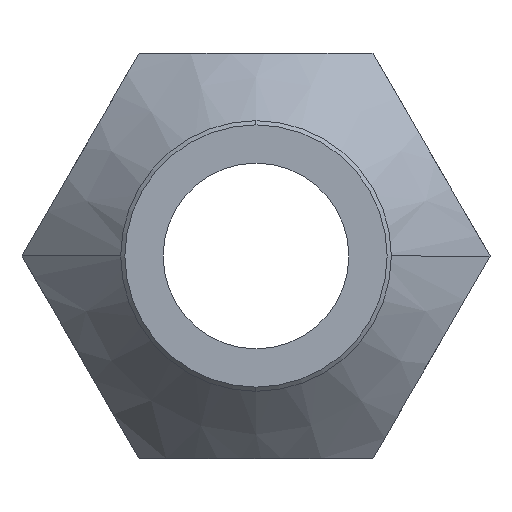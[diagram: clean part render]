
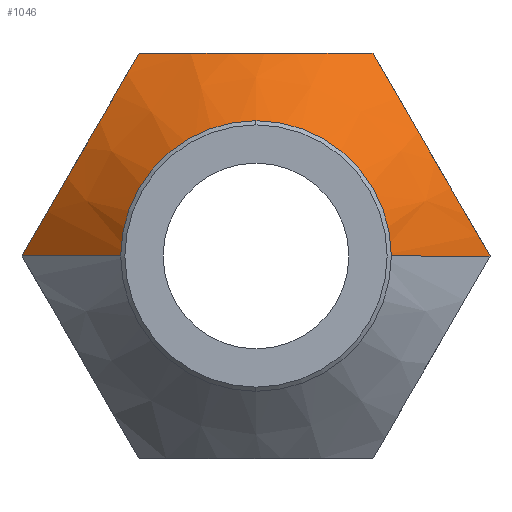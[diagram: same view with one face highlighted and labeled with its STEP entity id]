
A CAD part, front view. The second image highlights one B-rep face of the part: STEP entity #1046.
In plain terms, the highlighted conical face has half-angle 45 degrees and reference radius 7.3 mm.
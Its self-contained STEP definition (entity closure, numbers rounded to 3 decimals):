
#10 = ORIENTED_EDGE ( 'NONE', *, *, #1209, .F. ) ;
#12 = VERTEX_POINT ( 'NONE', #1351 ) ;
#32 = CARTESIAN_POINT ( 'NONE',  ( 6.928, -16.044, 12. ) ) ;
#41 = CARTESIAN_POINT ( 'NONE',  ( 13.856, -16.044, 0. ) ) ;
#51 = ORIENTED_EDGE ( 'NONE', *, *, #403, .F. ) ;
#102 = CARTESIAN_POINT ( 'NONE',  ( -11.61, -17.67, 3.891 ) ) ;
#106 = AXIS2_PLACEMENT_3D ( 'NONE', #387, #1237, #899 ) ;
#112 = VERTEX_POINT ( 'NONE', #358 ) ;
#133 = CARTESIAN_POINT ( 'NONE',  ( -6.928, -16.044, 12. ) ) ;
#180 = CARTESIAN_POINT ( 'NONE',  ( 6.392, -16.312, 12. ) ) ;
#210 = CARTESIAN_POINT ( 'NONE',  ( -4.145, -17.216, 12. ) ) ;
#247 = CONICAL_SURFACE ( 'NONE', #1427, 7.3, 0.785 ) ;
#254 = EDGE_CURVE ( 'NONE', #1214, #1662, #742, .T. ) ;
#321 = FACE_OUTER_BOUND ( 'NONE', #398, .T. ) ;
#329 = B_SPLINE_CURVE_WITH_KNOTS ( 'NONE', 3,
 ( #32, #1336, #362, #1340, #1621, #904, #1726, #1409, #698, #632, #378, #41 ),
 .UNSPECIFIED., .F., .F.,
 ( 4, 2, 2, 2, 2, 4 ),
 ( 0., 0.004, 0.005, 0.007, 0.011, 0.014 ),
 .UNSPECIFIED. ) ;
#358 = CARTESIAN_POINT ( 'NONE',  ( -7.3, -22.6, 0. ) ) ;
#362 = CARTESIAN_POINT ( 'NONE',  ( 8.023, -17.045, 10.104 ) ) ;
#374 = VECTOR ( 'NONE', #711, 1000. ) ;
#378 = CARTESIAN_POINT ( 'NONE',  ( 13.312, -16.588, 0.943 ) ) ;
#387 = CARTESIAN_POINT ( 'NONE',  ( 0., -22.6, 0. ) ) ;
#391 = CARTESIAN_POINT ( 'NONE',  ( -2.988, -17.546, 12. ) ) ;
#398 = EDGE_LOOP ( 'NONE', ( #1586, #978, #10, #872, #1221, #602, #51 ) ) ;
#399 = CARTESIAN_POINT ( 'NONE',  ( 2.407, -17.712, 12. ) ) ;
#403 = EDGE_CURVE ( 'NONE', #1118, #112, #648, .T. ) ;
#407 = CIRCLE ( 'NONE', #528, 7.3 ) ;
#426 = CARTESIAN_POINT ( 'NONE',  ( -6.928, -16.044, 12. ) ) ;
#432 = CARTESIAN_POINT ( 'NONE',  ( -5.844, -16.563, 12. ) ) ;
#433 = CARTESIAN_POINT ( 'NONE',  ( 6.928, -16.044, 12. ) ) ;
#436 = EDGE_CURVE ( 'NONE', #1214, #1118, #407, .T. ) ;
#445 = EDGE_CURVE ( 'NONE', #12, #1659, #1228, .T. ) ;
#452 = DIRECTION ( 'NONE',  ( -0.707, 0.707, 0. ) ) ;
#497 = EDGE_CURVE ( 'NONE', #1659, #1675, #1641, .T. ) ;
#516 = CARTESIAN_POINT ( 'NONE',  ( 0., -22.6, 7.3 ) ) ;
#521 = LINE ( 'NONE', #1759, #1321 ) ;
#524 = CARTESIAN_POINT ( 'NONE',  ( 4.148, -17.215, 12. ) ) ;
#528 = AXIS2_PLACEMENT_3D ( 'NONE', #1628, #844, #1715 ) ;
#535 = CARTESIAN_POINT ( 'NONE',  ( -2.402, -17.676, 12. ) ) ;
#602 = ORIENTED_EDGE ( 'NONE', *, *, #1302, .F. ) ;
#609 = CARTESIAN_POINT ( 'NONE',  ( 13.856, -16.044, 0. ) ) ;
#632 = CARTESIAN_POINT ( 'NONE',  ( 12.751, -17.055, 1.914 ) ) ;
#648 = CIRCLE ( 'NONE', #106, 7.3 ) ;
#666 = CARTESIAN_POINT ( 'NONE',  ( -13.856, -16.044, 0. ) ) ;
#698 = CARTESIAN_POINT ( 'NONE',  ( 11.579, -17.719, 3.945 ) ) ;
#711 = DIRECTION ( 'NONE',  ( 0.707, 0.707, 0. ) ) ;
#719 = CARTESIAN_POINT ( 'NONE',  ( 6.928, -16.044, 12. ) ) ;
#742 = LINE ( 'NONE', #1418, #374 ) ;
#818 = CARTESIAN_POINT ( 'NONE',  ( -1.213, -17.853, 12. ) ) ;
#837 = CARTESIAN_POINT ( 'NONE',  ( -11.014, -17.85, 4.923 ) ) ;
#844 = DIRECTION ( 'NONE',  ( 0., -1., 0. ) ) ;
#872 = ORIENTED_EDGE ( 'NONE', *, *, #497, .F. ) ;
#876 = CARTESIAN_POINT ( 'NONE',  ( -6.928, -16.044, 12. ) ) ;
#888 = CARTESIAN_POINT ( 'NONE',  ( -8.033, -17.055, 10.086 ) ) ;
#899 = DIRECTION ( 'NONE',  ( 1., 0., 0. ) ) ;
#904 = CARTESIAN_POINT ( 'NONE',  ( 9.77, -17.85, 7.077 ) ) ;
#935 = CARTESIAN_POINT ( 'NONE',  ( -11.902, -17.538, 3.386 ) ) ;
#970 = CARTESIAN_POINT ( 'NONE',  ( -0.609, -17.9, 12. ) ) ;
#978 = ORIENTED_EDGE ( 'NONE', *, *, #254, .T. ) ;
#1025 = CARTESIAN_POINT ( 'NONE',  ( 5.846, -16.562, 12. ) ) ;
#1029 = DIRECTION ( 'NONE',  ( -1., 0., 0. ) ) ;
#1046 = ADVANCED_FACE ( 'NONE', ( #321 ), #247, .T. ) ;
#1049 = CARTESIAN_POINT ( 'NONE',  ( -4.72, -17.015, 12. ) ) ;
#1118 = VERTEX_POINT ( 'NONE', #516 ) ;
#1155 = CARTESIAN_POINT ( 'NONE',  ( -9.206, -17.719, 8.055 ) ) ;
#1209 = EDGE_CURVE ( 'NONE', #1675, #1662, #329, .T. ) ;
#1210 = CARTESIAN_POINT ( 'NONE',  ( -13.315, -16.585, 0.938 ) ) ;
#1214 = VERTEX_POINT ( 'NONE', #1555 ) ;
#1221 = ORIENTED_EDGE ( 'NONE', *, *, #445, .F. ) ;
#1228 = B_SPLINE_CURVE_WITH_KNOTS ( 'NONE', 3,
 ( #666, #1210, #1754, #935, #102, #837, #1671, #1782, #1155, #888, #1707, #876 ),
 .UNSPECIFIED., .F., .F.,
 ( 4, 2, 2, 2, 2, 4 ),
 ( 0., 0.004, 0.005, 0.007, 0.011, 0.014 ),
 .UNSPECIFIED. ) ;
#1237 = DIRECTION ( 'NONE',  ( 0., -1., 0. ) ) ;
#1302 = EDGE_CURVE ( 'NONE', #112, #12, #521, .T. ) ;
#1321 = VECTOR ( 'NONE', #452, 1000. ) ;
#1336 = CARTESIAN_POINT ( 'NONE',  ( 7.47, -16.585, 11.062 ) ) ;
#1340 = CARTESIAN_POINT ( 'NONE',  ( 8.883, -17.538, 8.614 ) ) ;
#1351 = CARTESIAN_POINT ( 'NONE',  ( -13.856, -16.044, 0. ) ) ;
#1375 = CARTESIAN_POINT ( 'NONE',  ( 1.221, -17.9, 12. ) ) ;
#1385 = CARTESIAN_POINT ( 'NONE',  ( 4.725, -17.013, 12. ) ) ;
#1409 = CARTESIAN_POINT ( 'NONE',  ( 10.984, -17.903, 4.975 ) ) ;
#1418 = CARTESIAN_POINT ( 'NONE',  ( 7.3, -22.6, 0. ) ) ;
#1427 = AXIS2_PLACEMENT_3D ( 'NONE', #1491, #1596, #1029 ) ;
#1491 = CARTESIAN_POINT ( 'NONE',  ( 0., -22.6, 0. ) ) ;
#1555 = CARTESIAN_POINT ( 'NONE',  ( 7.3, -22.6, 0. ) ) ;
#1586 = ORIENTED_EDGE ( 'NONE', *, *, #436, .F. ) ;
#1594 = CARTESIAN_POINT ( 'NONE',  ( -6.391, -16.312, 12. ) ) ;
#1596 = DIRECTION ( 'NONE',  ( 0., 1., 0. ) ) ;
#1621 = CARTESIAN_POINT ( 'NONE',  ( 9.175, -17.67, 8.109 ) ) ;
#1628 = CARTESIAN_POINT ( 'NONE',  ( 0., -22.6, 0. ) ) ;
#1641 = B_SPLINE_CURVE_WITH_KNOTS ( 'NONE', 3,
 ( #133, #1594, #432, #1049, #210, #391, #535, #818, #970, #1375, #399, #524, #1385, #1025, #180, #719 ),
 .UNSPECIFIED., .F., .F.,
 ( 4, 2, 2, 2, 2, 2, 2, 4 ),
 ( 0.008, 0.01, 0.012, 0.014, 0.015, 0.019, 0.021, 0.023 ),
 .UNSPECIFIED. ) ;
#1659 = VERTEX_POINT ( 'NONE', #426 ) ;
#1662 = VERTEX_POINT ( 'NONE', #609 ) ;
#1671 = CARTESIAN_POINT ( 'NONE',  ( -10.707, -17.899, 5.454 ) ) ;
#1675 = VERTEX_POINT ( 'NONE', #433 ) ;
#1707 = CARTESIAN_POINT ( 'NONE',  ( -7.473, -16.588, 11.057 ) ) ;
#1715 = DIRECTION ( 'NONE',  ( 1., 0., 0. ) ) ;
#1726 = CARTESIAN_POINT ( 'NONE',  ( 10.077, -17.899, 6.546 ) ) ;
#1754 = CARTESIAN_POINT ( 'NONE',  ( -12.762, -17.045, 1.896 ) ) ;
#1759 = CARTESIAN_POINT ( 'NONE',  ( -7.3, -22.6, 0. ) ) ;
#1782 = CARTESIAN_POINT ( 'NONE',  ( -9.8, -17.903, 7.025 ) ) ;
